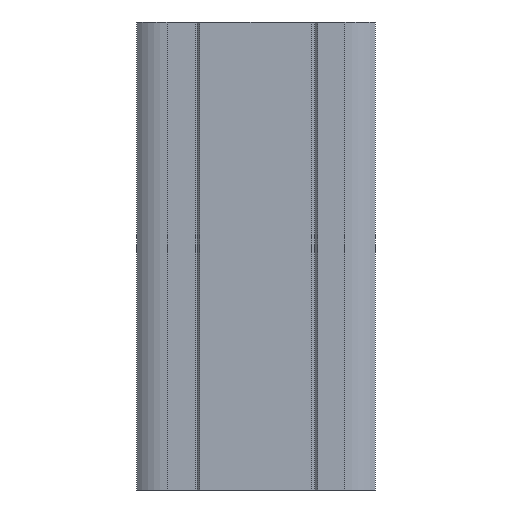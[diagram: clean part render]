
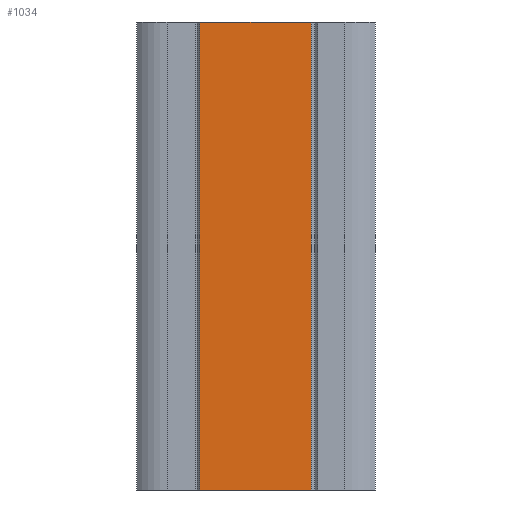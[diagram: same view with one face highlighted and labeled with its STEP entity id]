
A CAD part, left-side view. The second image highlights one B-rep face of the part: STEP entity #1034.
In plain terms, the highlighted planar face has unit normal (-1, 0, 0).
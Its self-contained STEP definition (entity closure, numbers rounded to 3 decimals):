
#978=CARTESIAN_POINT('',(-1.95,12.,-100.0));
#979=VERTEX_POINT('',#978);
#986=CARTESIAN_POINT('',(-1.95,12.,0.0));
#987=VERTEX_POINT('',#986);
#988=CARTESIAN_POINT('',(-1.95,12.,-100.0));
#989=DIRECTION('',(0.0,0.0,1.0));
#990=VECTOR('',#989,100.0);
#991=LINE('',#988,#990);
#992=EDGE_CURVE('',#979,#987,#991,.T.);
#1004=CARTESIAN_POINT('',(-1.95,12.,-100.0));
#1005=DIRECTION('',(-1.0,0.0,0.0));
#1006=DIRECTION('',(0.0,-1.0,0.0));
#1007=AXIS2_PLACEMENT_3D('',#1004,#1005,#1006);
#1008=PLANE('',#1007);
#1009=CARTESIAN_POINT('',(-1.95,-11.793,-100.0));
#1010=VERTEX_POINT('',#1009);
#1011=CARTESIAN_POINT('',(-1.95,12.,-100.0));
#1012=DIRECTION('',(0.0,-1.0,0.0));
#1013=VECTOR('',#1012,23.793);
#1014=LINE('',#1011,#1013);
#1015=EDGE_CURVE('',#979,#1010,#1014,.T.);
#1016=ORIENTED_EDGE('',*,*,#1015,.T.);
#1017=CARTESIAN_POINT('',(-1.95,-11.793,0.0));
#1018=VERTEX_POINT('',#1017);
#1019=CARTESIAN_POINT('',(-1.95,-11.793,-100.0));
#1020=DIRECTION('',(0.0,0.0,1.0));
#1021=VECTOR('',#1020,100.0);
#1022=LINE('',#1019,#1021);
#1023=EDGE_CURVE('',#1010,#1018,#1022,.T.);
#1024=ORIENTED_EDGE('',*,*,#1023,.T.);
#1025=CARTESIAN_POINT('',(-1.95,12.,0.0));
#1026=DIRECTION('',(0.0,-1.0,0.0));
#1027=VECTOR('',#1026,23.793);
#1028=LINE('',#1025,#1027);
#1029=EDGE_CURVE('',#987,#1018,#1028,.T.);
#1030=ORIENTED_EDGE('',*,*,#1029,.F.);
#1031=ORIENTED_EDGE('',*,*,#992,.F.);
#1032=EDGE_LOOP('',(#1016,#1024,#1030,#1031));
#1033=FACE_OUTER_BOUND('',#1032,.T.);
#1034=ADVANCED_FACE('',(#1033),#1008,.T.);
